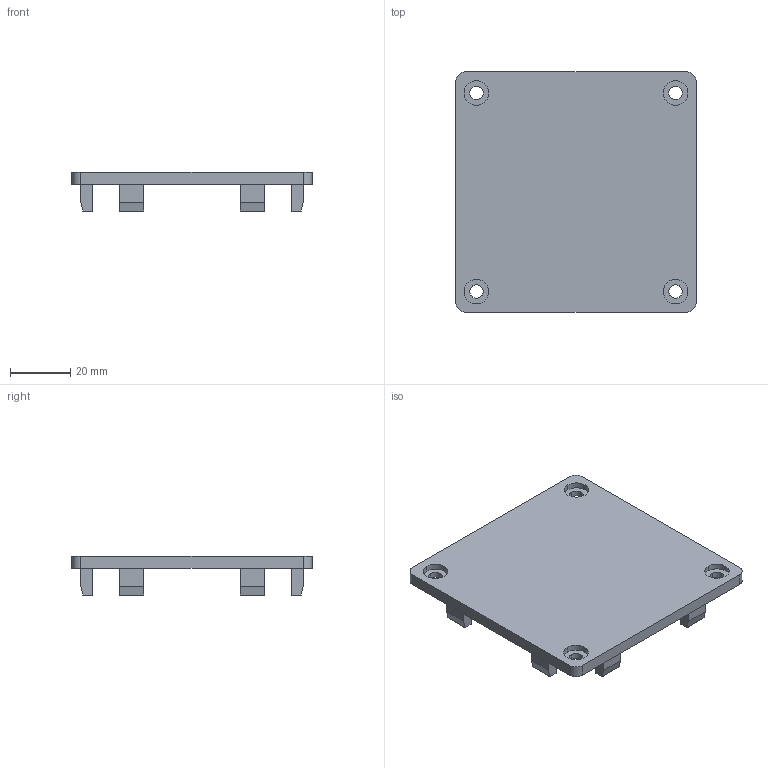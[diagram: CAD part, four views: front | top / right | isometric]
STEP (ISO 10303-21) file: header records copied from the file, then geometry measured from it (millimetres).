
FILE_DESCRIPTION (( 'STEP AP203' ), '1' );
FILE_NAME ('012006KAK8080.STEP', '2024-03-14T07:15:06', ( 'Windows-Benutzer' ), ( '' ), 'SwSTEP 2.0', 'SolidWorks 2023', '' );
FILE_SCHEMA (( 'CONFIG_CONTROL_DESIGN' ));
Length unit declared in the file: millimetre
Products named in the file (1): 012006KAK8080
Bounding box: 80 x 80 x 13 mm (x, y, z)
Volume: 21803.8 mm3; surface area: 16443.2 mm2
Topology: 1 solids, 1 shells, 137 faces, 354 edges, 236 vertices
Faces by surface type: plane 91, cylinder 46
Entity records: 4273 total; most frequent: CARTESIAN_POINT 728, DIRECTION 722, ORIENTED_EDGE 708, EDGE_CURVE 354, LINE 262, VECTOR 262, VERTEX_POINT 236, AXIS2_PLACEMENT_3D 230
